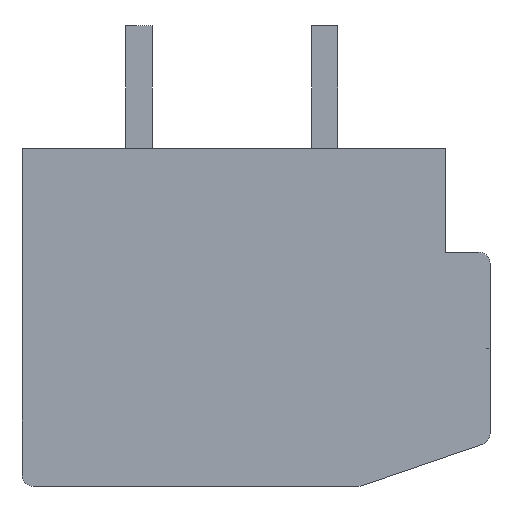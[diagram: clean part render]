
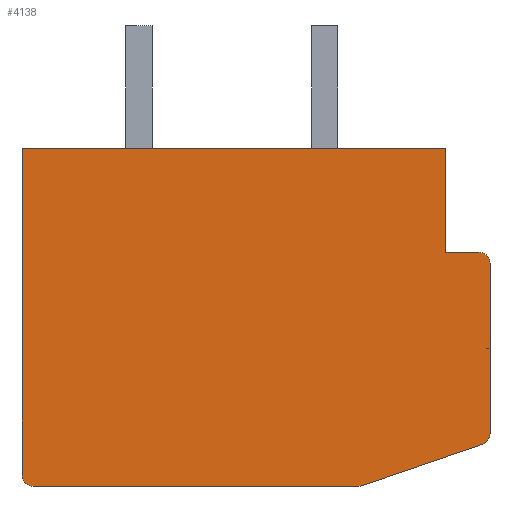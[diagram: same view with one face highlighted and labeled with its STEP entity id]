
A CAD part, front view. The second image highlights one B-rep face of the part: STEP entity #4138.
In plain terms, the highlighted planar face has unit normal (0, -1, 0).
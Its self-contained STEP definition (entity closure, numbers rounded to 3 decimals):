
#1=CARTESIAN_POINT('',(6.,-42.8,-3.136));
#2=DIRECTION('',(0.,-1.,0.));
#3=DIRECTION('',(0.324,0.,-0.946));
#4=AXIS2_PLACEMENT_3D('',#1,#2,#3);
#6=DIRECTION('',(-0.946,0.,-0.324));
#7=VECTOR('',#6,3.486);
#8=CARTESIAN_POINT('',(6.097,-42.8,-3.419));
#9=LINE('',#8,#7);
#10=DIRECTION('',(-1.,0.,0.));
#11=VECTOR('',#10,8.8);
#12=CARTESIAN_POINT('',(2.8,-42.8,-4.55));
#13=LINE('',#12,#11);
#14=CARTESIAN_POINT('',(-6.,-42.8,-4.25));
#15=DIRECTION('',(0.,-1.,0.));
#16=DIRECTION('',(-1.,0.,0.));
#17=AXIS2_PLACEMENT_3D('',#14,#15,#16);
#19=DIRECTION('',(0.,0.,1.));
#20=VECTOR('',#19,8.8);
#21=CARTESIAN_POINT('',(-6.3,-42.8,-4.25));
#22=LINE('',#21,#20);
#23=DIRECTION('',(1.,0.,0.));
#24=VECTOR('',#23,11.4);
#25=CARTESIAN_POINT('',(-6.3,-42.8,4.55));
#26=LINE('',#25,#24);
#27=DIRECTION('',(0.,0.,-1.));
#28=VECTOR('',#27,2.8);
#29=CARTESIAN_POINT('',(5.1,-42.8,4.55));
#30=LINE('',#29,#28);
#31=DIRECTION('',(1.,0.,0.));
#32=VECTOR('',#31,0.9);
#33=CARTESIAN_POINT('',(5.1,-42.8,1.75));
#34=LINE('',#33,#32);
#35=CARTESIAN_POINT('',(6.,-42.8,1.45));
#36=DIRECTION('',(0.,-1.,0.));
#37=DIRECTION('',(1.,0.,0.));
#38=AXIS2_PLACEMENT_3D('',#35,#36,#37);
#40=DIRECTION('',(0.,0.,-1.));
#41=VECTOR('',#40,4.586);
#42=CARTESIAN_POINT('',(6.3,-42.8,1.45));
#43=LINE('',#42,#41);
#3175=CARTESIAN_POINT('',(-6.3,-42.8,4.55));
#3176=CARTESIAN_POINT('',(5.1,-42.8,4.55));
#3177=VERTEX_POINT('',#3175);
#3178=VERTEX_POINT('',#3176);
#3179=CARTESIAN_POINT('',(5.1,-42.8,1.75));
#3180=VERTEX_POINT('',#3179);
#3181=CARTESIAN_POINT('',(6.097,-42.8,-3.419));
#3182=CARTESIAN_POINT('',(6.3,-42.8,-3.136));
#3183=VERTEX_POINT('',#3181);
#3184=VERTEX_POINT('',#3182);
#3185=CARTESIAN_POINT('',(6.3,-42.8,1.45));
#3186=CARTESIAN_POINT('',(6.,-42.8,1.75));
#3187=VERTEX_POINT('',#3185);
#3188=VERTEX_POINT('',#3186);
#3189=CARTESIAN_POINT('',(-6.3,-42.8,-4.25));
#3190=CARTESIAN_POINT('',(-6.,-42.8,-4.55));
#3191=VERTEX_POINT('',#3189);
#3192=VERTEX_POINT('',#3190);
#3193=CARTESIAN_POINT('',(2.8,-42.8,-4.55));
#3194=VERTEX_POINT('',#3193);
#4111=CARTESIAN_POINT('',(0.,-42.8,0.));
#4112=DIRECTION('',(0.,1.,0.));
#4113=DIRECTION('',(1.,0.,0.));
#4114=AXIS2_PLACEMENT_3D('',#4111,#4112,#4113);
#4115=PLANE('',#4114);
#4117=ORIENTED_EDGE('',*,*,#4116,.F.);
#4119=ORIENTED_EDGE('',*,*,#4118,.T.);
#4121=ORIENTED_EDGE('',*,*,#4120,.T.);
#4123=ORIENTED_EDGE('',*,*,#4122,.F.);
#4125=ORIENTED_EDGE('',*,*,#4124,.T.);
#4127=ORIENTED_EDGE('',*,*,#4126,.T.);
#4129=ORIENTED_EDGE('',*,*,#4128,.T.);
#4131=ORIENTED_EDGE('',*,*,#4130,.T.);
#4133=ORIENTED_EDGE('',*,*,#4132,.F.);
#4135=ORIENTED_EDGE('',*,*,#4134,.T.);
#4136=EDGE_LOOP('',(#4117,#4119,#4121,#4123,#4125,#4127,#4129,#4131,#4133,
#4135));
#4137=FACE_OUTER_BOUND('',#4136,.F.);
#4138=ADVANCED_FACE('',(#4137),#4115,.F.);
#5=CIRCLE('',#4,0.3);
#18=CIRCLE('',#17,0.3);
#39=CIRCLE('',#38,0.3);
#4116=EDGE_CURVE('',#3183,#3184,#5,.T.);
#4118=EDGE_CURVE('',#3183,#3194,#9,.T.);
#4120=EDGE_CURVE('',#3194,#3192,#13,.T.);
#4122=EDGE_CURVE('',#3191,#3192,#18,.T.);
#4124=EDGE_CURVE('',#3191,#3177,#22,.T.);
#4126=EDGE_CURVE('',#3177,#3178,#26,.T.);
#4128=EDGE_CURVE('',#3178,#3180,#30,.T.);
#4130=EDGE_CURVE('',#3180,#3188,#34,.T.);
#4132=EDGE_CURVE('',#3187,#3188,#39,.T.);
#4134=EDGE_CURVE('',#3187,#3184,#43,.T.);
